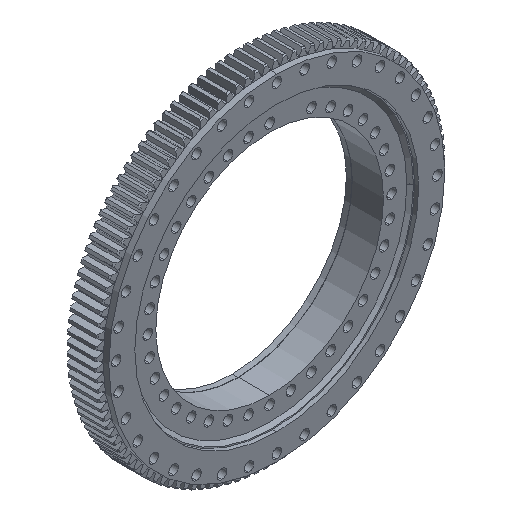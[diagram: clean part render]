
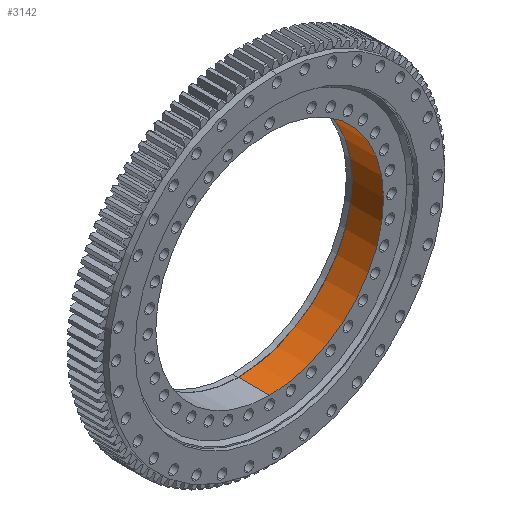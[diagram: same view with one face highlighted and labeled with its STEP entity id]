
A CAD part, isometric view. The second image highlights one B-rep face of the part: STEP entity #3142.
In plain terms, the highlighted cylindrical face has radius 191.5 mm (diameter 383 mm), a partial arc.
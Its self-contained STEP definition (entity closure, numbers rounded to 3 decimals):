
#672 = ORIENTED_EDGE ( 'NONE', *, *, #11570, .F. ) ;
#1161 = VERTEX_POINT ( 'NONE', #21711 ) ;
#2981 = VECTOR ( 'NONE', #29808, 1000. ) ;
#3142 = ADVANCED_FACE ( 'NONE', ( #5763 ), #4994, .F. ) ;
#3470 = CARTESIAN_POINT ( 'NONE',  ( 0., 31.029, 191.5 ) ) ;
#4391 = CIRCLE ( 'NONE', #19582, 191.5 ) ;
#4784 = DIRECTION ( 'NONE',  ( 0., 1., 0. ) ) ;
#4994 = CYLINDRICAL_SURFACE ( 'NONE', #23356, 191.5 ) ;
#5393 = DIRECTION ( 'NONE',  ( 0., 0., 1. ) ) ;
#5629 = EDGE_CURVE ( 'NONE', #7859, #18292, #22380, .T. ) ;
#5732 = VERTEX_POINT ( 'NONE', #31508 ) ;
#5763 = FACE_OUTER_BOUND ( 'NONE', #22290, .T. ) ;
#7859 = VERTEX_POINT ( 'NONE', #13779 ) ;
#8736 = ORIENTED_EDGE ( 'NONE', *, *, #8994, .T. ) ;
#8994 = EDGE_CURVE ( 'NONE', #1161, #5732, #26567, .T. ) ;
#9056 = CARTESIAN_POINT ( 'NONE',  ( 0., 29., 0. ) ) ;
#10305 = CARTESIAN_POINT ( 'NONE',  ( 0., 31.029, -191.5 ) ) ;
#11483 = DIRECTION ( 'NONE',  ( 0., 0., 1. ) ) ;
#11570 = EDGE_CURVE ( 'NONE', #1161, #7859, #4391, .T. ) ;
#12609 = DIRECTION ( 'NONE',  ( 0., 1., 0. ) ) ;
#13319 = DIRECTION ( 'NONE',  ( 0., 1., 0. ) ) ;
#13779 = CARTESIAN_POINT ( 'NONE',  ( 0., -24., -191.5 ) ) ;
#13887 = AXIS2_PLACEMENT_3D ( 'NONE', #9056, #26089, #11483 ) ;
#14488 = ORIENTED_EDGE ( 'NONE', *, *, #5629, .F. ) ;
#14662 = ORIENTED_EDGE ( 'NONE', *, *, #22029, .F. ) ;
#17519 = CARTESIAN_POINT ( 'NONE',  ( 0., 31.029, 0. ) ) ;
#18292 = VERTEX_POINT ( 'NONE', #20735 ) ;
#19367 = CARTESIAN_POINT ( 'NONE',  ( 0., -24., 0. ) ) ;
#19582 = AXIS2_PLACEMENT_3D ( 'NONE', #19367, #4784, #21800 ) ;
#20099 = VECTOR ( 'NONE', #13319, 1000. ) ;
#20735 = CARTESIAN_POINT ( 'NONE',  ( 0., 29., -191.5 ) ) ;
#21711 = CARTESIAN_POINT ( 'NONE',  ( 0., -24., 191.5 ) ) ;
#21800 = DIRECTION ( 'NONE',  ( 0., 0., 1. ) ) ;
#22029 = EDGE_CURVE ( 'NONE', #18292, #5732, #25294, .T. ) ;
#22290 = EDGE_LOOP ( 'NONE', ( #14488, #672, #8736, #14662 ) ) ;
#22380 = LINE ( 'NONE', #10305, #2981 ) ;
#23356 = AXIS2_PLACEMENT_3D ( 'NONE', #17519, #12609, #5393 ) ;
#25294 = CIRCLE ( 'NONE', #13887, 191.5 ) ;
#26089 = DIRECTION ( 'NONE',  ( 0., -1., 0. ) ) ;
#26567 = LINE ( 'NONE', #3470, #20099 ) ;
#29808 = DIRECTION ( 'NONE',  ( 0., 1., 0. ) ) ;
#31508 = CARTESIAN_POINT ( 'NONE',  ( 0., 29., 191.5 ) ) ;
